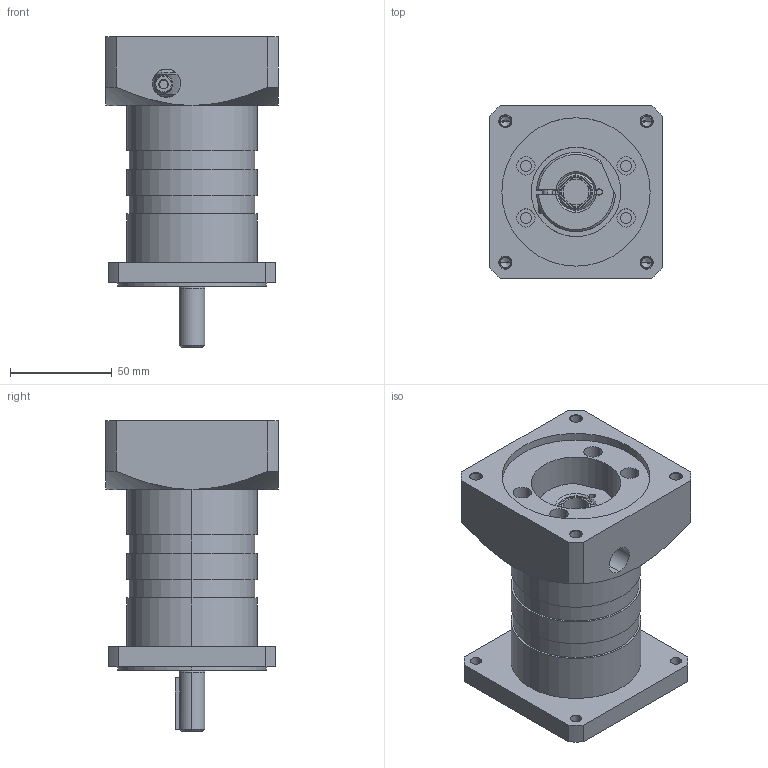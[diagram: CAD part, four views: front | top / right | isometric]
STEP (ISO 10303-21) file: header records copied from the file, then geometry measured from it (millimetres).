
FILE_DESCRIPTION (( 'STEP AP214' ), '1' );
FILE_NAME ('PGCN34-5050.STEP', '2015-02-17T18:22:29', ( '' ), ( '' ), 'SwSTEP 2.0', 'SolidWorks 2014', '' );
FILE_SCHEMA (( 'AUTOMOTIVE_DESIGN' ));
Length unit declared in the file: inch
Products named in the file (4): PE-N34-II 14mm Input; Bushing_.5x14x20.5; N34-A06; PGCN34-5050
Assembly tree (3 placements, depth 2):
  PGCN34-5050
    N34-A06
    Bushing_.5x14x20.5
    PE-N34-II 14mm Input
Bounding box: 85 x 85 x 153.05 mm (x, y, z)
Volume: 501513.1 mm3; surface area: 75642.3 mm2
Topology: 3 solids, 3 shells, 368 faces, 814 edges, 487 vertices
Faces by surface type: cylinder 146, cone 110, plane 108, torus 4
Entity records: 10734 total; most frequent: CARTESIAN_POINT 2284, DIRECTION 1878, ORIENTED_EDGE 1592, EDGE_CURVE 796, AXIS2_PLACEMENT_3D 773, VERTEX_POINT 487, EDGE_LOOP 447, CIRCLE 399
